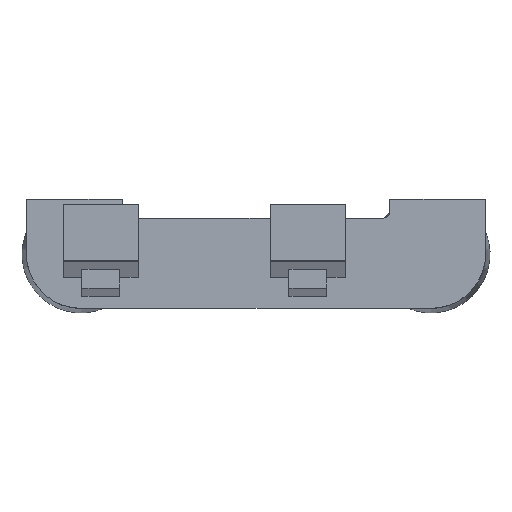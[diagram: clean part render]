
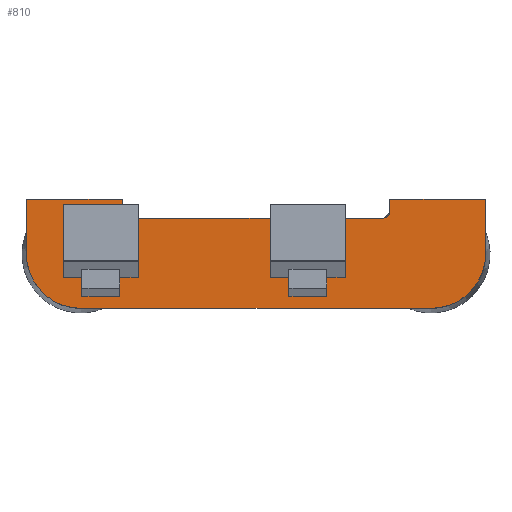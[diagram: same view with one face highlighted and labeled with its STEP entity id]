
A CAD part, top view. The second image highlights one B-rep face of the part: STEP entity #810.
In plain terms, the highlighted planar face has unit normal (0, 0, 1).
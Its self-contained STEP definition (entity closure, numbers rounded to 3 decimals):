
#654=FACE_OUTER_BOUND('',#1155,.T.);
#810=ADVANCED_FACE('',(#654),#974,.T.);
#974=PLANE('',#4531);
#1155=EDGE_LOOP('',(#1400,#1401,#1402,#1403,#1404,#1405,#1406,#1407,#1408,
#1409,#1410,#1411,#1412,#1413,#1414,#1415,#1416,#1417,#1418,#1419,#1420,
#1421,#1422,#1423,#1424,#1425,#1426,#1427));
#1400=ORIENTED_EDGE('',*,*,#2594,.T.);
#1401=ORIENTED_EDGE('',*,*,#2595,.F.);
#1402=ORIENTED_EDGE('',*,*,#2596,.T.);
#1403=ORIENTED_EDGE('',*,*,#2597,.T.);
#1404=ORIENTED_EDGE('',*,*,#2598,.T.);
#1405=ORIENTED_EDGE('',*,*,#2599,.T.);
#1406=ORIENTED_EDGE('',*,*,#2600,.F.);
#1407=ORIENTED_EDGE('',*,*,#2601,.T.);
#1408=ORIENTED_EDGE('',*,*,#2602,.F.);
#1409=ORIENTED_EDGE('',*,*,#2603,.T.);
#1410=ORIENTED_EDGE('',*,*,#2604,.T.);
#1411=ORIENTED_EDGE('',*,*,#2605,.F.);
#1412=ORIENTED_EDGE('',*,*,#2606,.F.);
#1413=ORIENTED_EDGE('',*,*,#2607,.T.);
#1414=ORIENTED_EDGE('',*,*,#2608,.F.);
#1415=ORIENTED_EDGE('',*,*,#2609,.T.);
#1416=ORIENTED_EDGE('',*,*,#2610,.F.);
#1417=ORIENTED_EDGE('',*,*,#2611,.F.);
#1418=ORIENTED_EDGE('',*,*,#2612,.T.);
#1419=ORIENTED_EDGE('',*,*,#2613,.F.);
#1420=ORIENTED_EDGE('',*,*,#2614,.F.);
#1421=ORIENTED_EDGE('',*,*,#2615,.F.);
#1422=ORIENTED_EDGE('',*,*,#2616,.F.);
#1423=ORIENTED_EDGE('',*,*,#2617,.F.);
#1424=ORIENTED_EDGE('',*,*,#2618,.T.);
#1425=ORIENTED_EDGE('',*,*,#2619,.T.);
#1426=ORIENTED_EDGE('',*,*,#2620,.F.);
#1427=ORIENTED_EDGE('',*,*,#2621,.T.);
#2292=VERTEX_POINT('',#5927);
#2293=VERTEX_POINT('',#5928);
#2294=VERTEX_POINT('',#5930);
#2295=VERTEX_POINT('',#5932);
#2296=VERTEX_POINT('',#5934);
#2297=VERTEX_POINT('',#5936);
#2298=VERTEX_POINT('',#5938);
#2299=VERTEX_POINT('',#5940);
#2300=VERTEX_POINT('',#5942);
#2301=VERTEX_POINT('',#5944);
#2302=VERTEX_POINT('',#5946);
#2303=VERTEX_POINT('',#5948);
#2304=VERTEX_POINT('',#5950);
#2305=VERTEX_POINT('',#5952);
#2306=VERTEX_POINT('',#5954);
#2307=VERTEX_POINT('',#5956);
#2308=VERTEX_POINT('',#5958);
#2309=VERTEX_POINT('',#5960);
#2310=VERTEX_POINT('',#5962);
#2311=VERTEX_POINT('',#5964);
#2312=VERTEX_POINT('',#5966);
#2313=VERTEX_POINT('',#5968);
#2314=VERTEX_POINT('',#5970);
#2315=VERTEX_POINT('',#5972);
#2316=VERTEX_POINT('',#5974);
#2317=VERTEX_POINT('',#5976);
#2318=VERTEX_POINT('',#5978);
#2319=VERTEX_POINT('',#5980);
#2594=EDGE_CURVE('',#2292,#2293,#3432,.T.);
#2595=EDGE_CURVE('',#2294,#2293,#3433,.T.);
#2596=EDGE_CURVE('',#2294,#2295,#3434,.T.);
#2597=EDGE_CURVE('',#2295,#2296,#3435,.T.);
#2598=EDGE_CURVE('',#2296,#2297,#3436,.T.);
#2599=EDGE_CURVE('',#2297,#2298,#3437,.T.);
#2600=EDGE_CURVE('',#2299,#2298,#3438,.T.);
#2601=EDGE_CURVE('',#2299,#2300,#3439,.T.);
#2602=EDGE_CURVE('',#2301,#2300,#3440,.T.);
#2603=EDGE_CURVE('',#2301,#2302,#3441,.T.);
#2604=EDGE_CURVE('',#2302,#2303,#3442,.T.);
#2605=EDGE_CURVE('',#2304,#2303,#3443,.T.);
#2606=EDGE_CURVE('',#2305,#2304,#3444,.T.);
#2607=EDGE_CURVE('',#2305,#2306,#3445,.T.);
#2608=EDGE_CURVE('',#2307,#2306,#3446,.T.);
#2609=EDGE_CURVE('',#2307,#2308,#3006,.T.);
#2610=EDGE_CURVE('',#2309,#2308,#3447,.T.);
#2611=EDGE_CURVE('',#2310,#2309,#3448,.T.);
#2612=EDGE_CURVE('',#2310,#2311,#3449,.T.);
#2613=EDGE_CURVE('',#2312,#2311,#3007,.T.);
#2614=EDGE_CURVE('',#2313,#2312,#3450,.T.);
#2615=EDGE_CURVE('',#2314,#2313,#3008,.T.);
#2616=EDGE_CURVE('',#2315,#2314,#3451,.T.);
#2617=EDGE_CURVE('',#2316,#2315,#3452,.T.);
#2618=EDGE_CURVE('',#2316,#2317,#3453,.T.);
#2619=EDGE_CURVE('',#2317,#2318,#3009,.T.);
#2620=EDGE_CURVE('',#2319,#2318,#3454,.T.);
#2621=EDGE_CURVE('',#2319,#2292,#3455,.T.);
#3006=CIRCLE('',#4527,0.3);
#3007=CIRCLE('',#4528,2.9);
#3008=CIRCLE('',#4529,2.9);
#3009=CIRCLE('',#4530,0.3);
#3432=LINE('',#5926,#3891);
#3433=LINE('',#5929,#3892);
#3434=LINE('',#5931,#3893);
#3435=LINE('',#5933,#3894);
#3436=LINE('',#5935,#3895);
#3437=LINE('',#5937,#3896);
#3438=LINE('',#5939,#3897);
#3439=LINE('',#5941,#3898);
#3440=LINE('',#5943,#3899);
#3441=LINE('',#5945,#3900);
#3442=LINE('',#5947,#3901);
#3443=LINE('',#5949,#3902);
#3444=LINE('',#5951,#3903);
#3445=LINE('',#5953,#3904);
#3446=LINE('',#5955,#3905);
#3447=LINE('',#5959,#3906);
#3448=LINE('',#5961,#3907);
#3449=LINE('',#5963,#3908);
#3450=LINE('',#5967,#3909);
#3451=LINE('',#5971,#3910);
#3452=LINE('',#5973,#3911);
#3453=LINE('',#5975,#3912);
#3454=LINE('',#5979,#3913);
#3455=LINE('',#5981,#3914);
#3891=VECTOR('',#4901,1.);
#3892=VECTOR('',#4902,1.);
#3893=VECTOR('',#4903,1.);
#3894=VECTOR('',#4904,1.);
#3895=VECTOR('',#4905,1.);
#3896=VECTOR('',#4906,1.);
#3897=VECTOR('',#4907,1.);
#3898=VECTOR('',#4908,1.);
#3899=VECTOR('',#4909,1.);
#3900=VECTOR('',#4910,1.);
#3901=VECTOR('',#4911,1.);
#3902=VECTOR('',#4912,1.);
#3903=VECTOR('',#4913,1.);
#3904=VECTOR('',#4914,1.);
#3905=VECTOR('',#4915,1.);
#3906=VECTOR('',#4918,1.);
#3907=VECTOR('',#4919,1.);
#3908=VECTOR('',#4920,1.);
#3909=VECTOR('',#4923,1.);
#3910=VECTOR('',#4926,1.);
#3911=VECTOR('',#4927,1.);
#3912=VECTOR('',#4928,1.);
#3913=VECTOR('',#4931,1.);
#3914=VECTOR('',#4932,1.);
#4527=AXIS2_PLACEMENT_3D('',#5957,#4916,#4917);
#4528=AXIS2_PLACEMENT_3D('',#5965,#4921,#4922);
#4529=AXIS2_PLACEMENT_3D('',#5969,#4924,#4925);
#4530=AXIS2_PLACEMENT_3D('',#5977,#4929,#4930);
#4531=AXIS2_PLACEMENT_3D('',#5982,#4933,#4934);
#4901=DIRECTION('',(-1.,0.,0.));
#4902=DIRECTION('',(0.,1.,0.));
#4903=DIRECTION('',(-1.,0.,0.));
#4904=DIRECTION('',(0.,1.,0.));
#4905=DIRECTION('',(-1.,0.,0.));
#4906=DIRECTION('',(0.,1.,0.));
#4907=DIRECTION('',(1.,0.,0.));
#4908=DIRECTION('',(0.,-1.,0.));
#4909=DIRECTION('',(1.,0.,0.));
#4910=DIRECTION('',(0.,-1.,0.));
#4911=DIRECTION('',(-1.,0.,0.));
#4912=DIRECTION('',(0.,-1.,0.));
#4913=DIRECTION('',(1.,0.,0.));
#4914=DIRECTION('',(0.,1.,0.));
#4915=DIRECTION('',(-1.,0.,0.));
#4916=DIRECTION('',(0.,0.,-1.));
#4917=DIRECTION('',(0.,-1.,0.));
#4918=DIRECTION('',(0.,-1.,0.));
#4919=DIRECTION('',(1.,0.,0.));
#4920=DIRECTION('',(0.,-1.,0.));
#4921=DIRECTION('',(0.,0.,-1.));
#4922=DIRECTION('',(1.,0.,0.));
#4923=DIRECTION('',(-1.,0.,0.));
#4924=DIRECTION('',(0.,0.,-1.));
#4925=DIRECTION('',(1.,0.,0.));
#4926=DIRECTION('',(0.,-1.,0.));
#4927=DIRECTION('',(1.,0.,0.));
#4928=DIRECTION('',(0.,-1.,0.));
#4929=DIRECTION('',(0.,0.,-1.));
#4930=DIRECTION('',(1.,0.,0.));
#4931=DIRECTION('',(1.,0.,0.));
#4932=DIRECTION('',(0.,-1.,0.));
#4933=DIRECTION('',(0.,0.,1.));
#4934=DIRECTION('',(1.,0.,0.));
#5926=CARTESIAN_POINT('',(4.79,-0.759,11.));
#5927=CARTESIAN_POINT('',(4.75,-0.759,11.));
#5928=CARTESIAN_POINT('',(3.75,-0.759,11.));
#5929=CARTESIAN_POINT('',(3.75,-2.69,11.));
#5930=CARTESIAN_POINT('',(3.75,-1.767,11.));
#5931=CARTESIAN_POINT('',(3.75,-1.767,11.));
#5932=CARTESIAN_POINT('',(1.75,-1.767,11.));
#5933=CARTESIAN_POINT('',(1.75,-2.69,11.));
#5934=CARTESIAN_POINT('',(1.75,-0.759,11.));
#5935=CARTESIAN_POINT('',(-13.42,-0.759,11.));
#5936=CARTESIAN_POINT('',(0.75,-0.759,11.));
#5937=CARTESIAN_POINT('',(0.75,3.235,11.));
#5938=CARTESIAN_POINT('',(0.75,2.4,11.));
#5939=CARTESIAN_POINT('',(-5.95,2.4,11.));
#5940=CARTESIAN_POINT('',(-6.25,2.4,11.));
#5941=CARTESIAN_POINT('',(-6.25,-0.802,11.));
#5942=CARTESIAN_POINT('',(-6.25,-0.759,11.));
#5943=CARTESIAN_POINT('',(-6.21,-0.759,11.));
#5944=CARTESIAN_POINT('',(-7.25,-0.759,11.));
#5945=CARTESIAN_POINT('',(-7.25,-2.4,11.));
#5946=CARTESIAN_POINT('',(-7.25,-1.767,11.));
#5947=CARTESIAN_POINT('',(-13.42,-1.767,11.));
#5948=CARTESIAN_POINT('',(-9.25,-1.767,11.));
#5949=CARTESIAN_POINT('',(-9.25,-2.4,11.));
#5950=CARTESIAN_POINT('',(-9.25,-0.759,11.));
#5951=CARTESIAN_POINT('',(-13.42,-0.759,11.));
#5952=CARTESIAN_POINT('',(-10.25,-0.759,11.));
#5953=CARTESIAN_POINT('',(-10.25,3.235,11.));
#5954=CARTESIAN_POINT('',(-10.25,2.4,11.));
#5955=CARTESIAN_POINT('',(-6.8,2.4,11.));
#5956=CARTESIAN_POINT('',(-6.8,2.4,11.));
#5957=CARTESIAN_POINT('',(-6.8,2.7,11.));
#5958=CARTESIAN_POINT('',(-7.1,2.7,11.));
#5959=CARTESIAN_POINT('',(-7.1,3.1,11.));
#5960=CARTESIAN_POINT('',(-7.1,3.4,11.));
#5961=CARTESIAN_POINT('',(-7.1,3.4,11.));
#5962=CARTESIAN_POINT('',(-12.2,3.4,11.));
#5963=CARTESIAN_POINT('',(-12.2,-2.69,11.));
#5964=CARTESIAN_POINT('',(-12.2,0.5,11.));
#5965=CARTESIAN_POINT('',(-9.3,0.5,11.));
#5966=CARTESIAN_POINT('',(-9.3,-2.4,11.));
#5967=CARTESIAN_POINT('',(-9.3,-2.4,11.));
#5968=CARTESIAN_POINT('',(9.3,-2.4,11.));
#5969=CARTESIAN_POINT('',(9.3,0.5,11.));
#5970=CARTESIAN_POINT('',(12.2,0.5,11.));
#5971=CARTESIAN_POINT('',(12.2,0.5,11.));
#5972=CARTESIAN_POINT('',(12.2,3.4,11.));
#5973=CARTESIAN_POINT('',(12.2,3.4,11.));
#5974=CARTESIAN_POINT('',(7.1,3.4,11.));
#5975=CARTESIAN_POINT('',(7.1,3.1,11.));
#5976=CARTESIAN_POINT('',(7.1,2.7,11.));
#5977=CARTESIAN_POINT('',(6.8,2.7,11.));
#5978=CARTESIAN_POINT('',(6.8,2.4,11.));
#5979=CARTESIAN_POINT('',(5.05,2.4,11.));
#5980=CARTESIAN_POINT('',(4.75,2.4,11.));
#5981=CARTESIAN_POINT('',(4.75,-0.802,11.));
#5982=CARTESIAN_POINT('',(-13.42,-2.69,11.));
